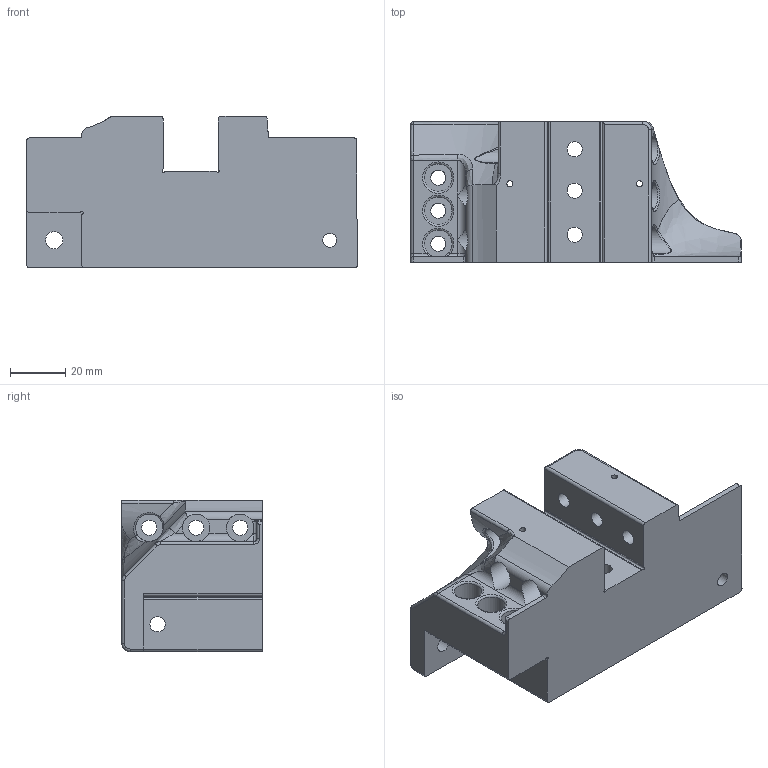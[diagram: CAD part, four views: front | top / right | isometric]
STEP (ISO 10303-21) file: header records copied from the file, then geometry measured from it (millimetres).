
FILE_DESCRIPTION(/* description */ ('STEP AP242','CAx-IF Rec.Pracs.---Representation and Presentation of Product Manufacturing Information (PMI)---4.0---2014-10-13','CAx-IF Rec.Pracs.---3D Tessellated Geometry---0.4---2014-09-14','2;1'),/* implementation_level */ '2;1');
FILE_NAME(/* name */ '67826c73cd40393c6e3eddfc',/* time_stamp */ '2025-01-11T13:04:52Z',/* author */ (''),/* organization */ (''),/* preprocessor_version */ 'ST-DEVELOPER v20',/* originating_system */ 'ONSHAPE BY PTC INC, 1.192',/* authorisation */ ' ');
FILE_SCHEMA (('AP242_MANAGED_MODEL_BASED_3D_ENGINEERING_MIM_LF { 1 0 10303 442 1 1 4 }'));
Length unit declared in the file: metre
Products named in the file (1): Offset Shoulder
Bounding box: 119.99 x 51 x 55 mm (x, y, z)
Volume: 147619.6 mm3; surface area: 34672.3 mm2
Topology: 1 solids, 1 shells, 195 faces, 527 edges, 325 vertices
Faces by surface type: cylinder 82, bspline 48, plane 47, torus 14, sphere 4
Full cylindrical faces by diameter (mm): 2.2 x2, 4 x2, 5 x1, 5.5 x13, 6.3 x1, 10 x14, 12 x2
Entity records: 7692 total; most frequent: CARTESIAN_POINT 3402, ORIENTED_EDGE 898, DIRECTION 806, EDGE_CURVE 449, AXIS2_PLACEMENT_3D 342, VERTEX_POINT 300, EDGE_LOOP 277, FACE_BOUND 277
